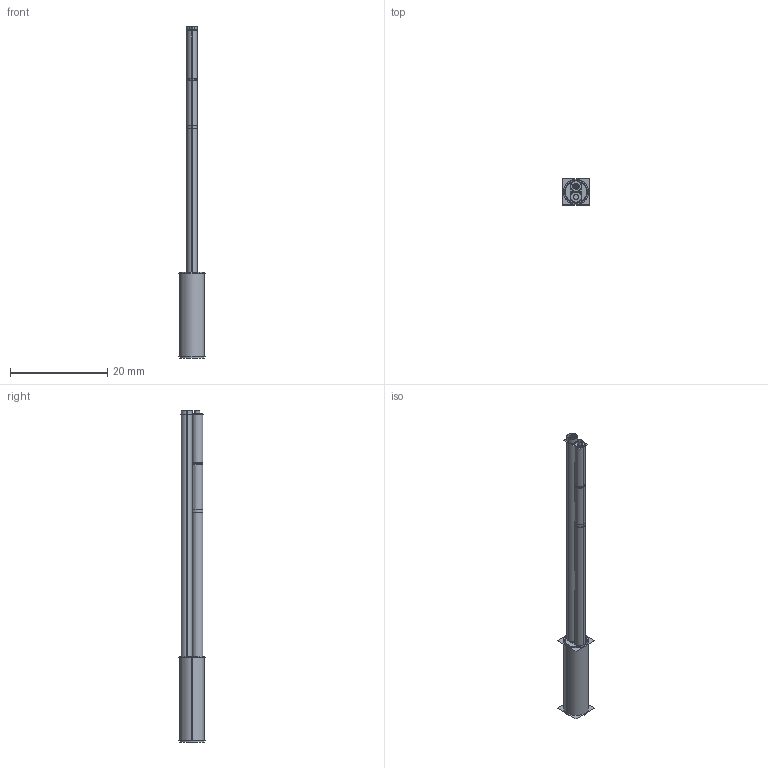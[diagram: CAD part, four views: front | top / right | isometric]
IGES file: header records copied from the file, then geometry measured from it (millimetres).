
Start section:  PTC IGES file: 188726.igs
Global section: file name: 188726.igs; native system: Creo Parametric by Parametric Technology Corporation; preprocessor: 2013230; author: pdmadmin; organization: Unknown; date: 20160112.151720; units: millimetre
Bounding box: 5.36 x 5.36 x 68.37 mm (x, y, z)
Volume: 539.9 mm3; surface area: 11440.5 mm2
Topology: 27 solids, 28 shells, 346 faces, 1575 edges, 1999 vertices
Faces by surface type: revolution 188, bspline 158
